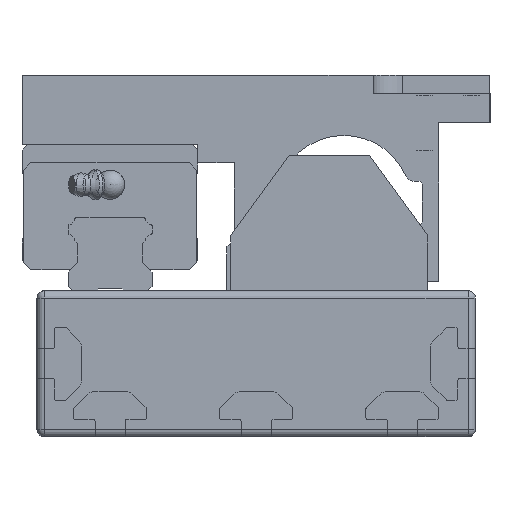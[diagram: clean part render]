
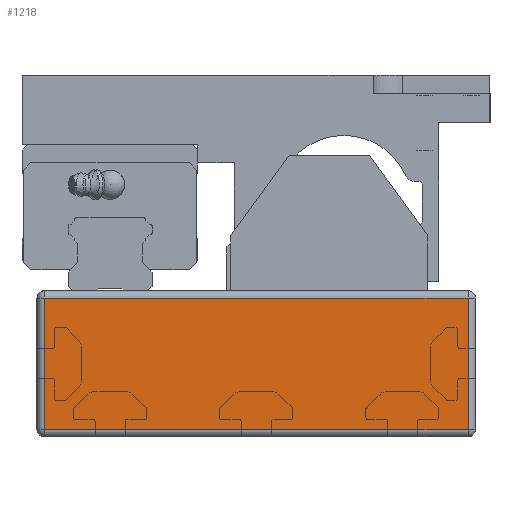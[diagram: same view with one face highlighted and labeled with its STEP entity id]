
A CAD part, left-side view. The second image highlights one B-rep face of the part: STEP entity #1218.
In plain terms, the highlighted planar face has unit normal (-1, 0, 0).
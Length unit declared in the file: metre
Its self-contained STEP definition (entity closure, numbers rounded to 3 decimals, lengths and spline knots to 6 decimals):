
#1218 = ADVANCED_FACE( '', ( #2532 ), #2533, .T. );
#2532 = FACE_OUTER_BOUND( '', #3941, .T. );
#2533 = PLANE( '', #3942 );
#3941 = EDGE_LOOP( '', ( #7364, #7365, #7366, #7367 ) );
#3942 = AXIS2_PLACEMENT_3D( '', #7368, #7369, #7370 );
#7364 = ORIENTED_EDGE( '', *, *, #7747, .F. );
#7365 = ORIENTED_EDGE( '', *, *, #8080, .F. );
#7366 = ORIENTED_EDGE( '', *, *, #8862, .F. );
#7367 = ORIENTED_EDGE( '', *, *, #7654, .F. );
#7368 = CARTESIAN_POINT( '', ( -0.82, 0.058, 0.038 ) );
#7369 = DIRECTION( '', ( -1., 0., 0. ) );
#7370 = DIRECTION( '', ( 0., 0., 1. ) );
#7654 = EDGE_CURVE( '', #9102, #9105, #9106, .T. );
#7747 = EDGE_CURVE( '', #9268, #9102, #9270, .T. );
#8080 = EDGE_CURVE( '', #9834, #9268, #9836, .T. );
#8862 = EDGE_CURVE( '', #9105, #9834, #10906, .T. );
#9102 = VERTEX_POINT( '', #11192 );
#9105 = VERTEX_POINT( '', #11195 );
#9106 = LINE( '', #11196, #11197 );
#9268 = VERTEX_POINT( '', #11418 );
#9270 = LINE( '', #11420, #11421 );
#9834 = VERTEX_POINT( '', #12210 );
#9836 = LINE( '', #12212, #12213 );
#10906 = LINE( '', #13771, #13772 );
#11192 = CARTESIAN_POINT( '', ( -0.82, 0.058, 0.038 ) );
#11195 = CARTESIAN_POINT( '', ( -0.82, -0.058, 0.038 ) );
#11196 = CARTESIAN_POINT( '', ( -0.82, -0.058, 0.038 ) );
#11197 = VECTOR( '', #14013, 1. );
#11418 = CARTESIAN_POINT( '', ( -0.82, 0.058, 0.002 ) );
#11420 = CARTESIAN_POINT( '', ( -0.82, 0.058, 0.038 ) );
#11421 = VECTOR( '', #14115, 1. );
#12210 = CARTESIAN_POINT( '', ( -0.82, -0.058, 0.002 ) );
#12212 = CARTESIAN_POINT( '', ( -0.82, 0.058, 0.002 ) );
#12213 = VECTOR( '', #14491, 1. );
#13771 = CARTESIAN_POINT( '', ( -0.82, -0.058, 0.002 ) );
#13772 = VECTOR( '', #15337, 1. );
#14013 = DIRECTION( '', ( 0., -1., 0. ) );
#14115 = DIRECTION( '', ( 0., 0., 1. ) );
#14491 = DIRECTION( '', ( 0., 1., 0. ) );
#15337 = DIRECTION( '', ( 0., 0., -1. ) );
